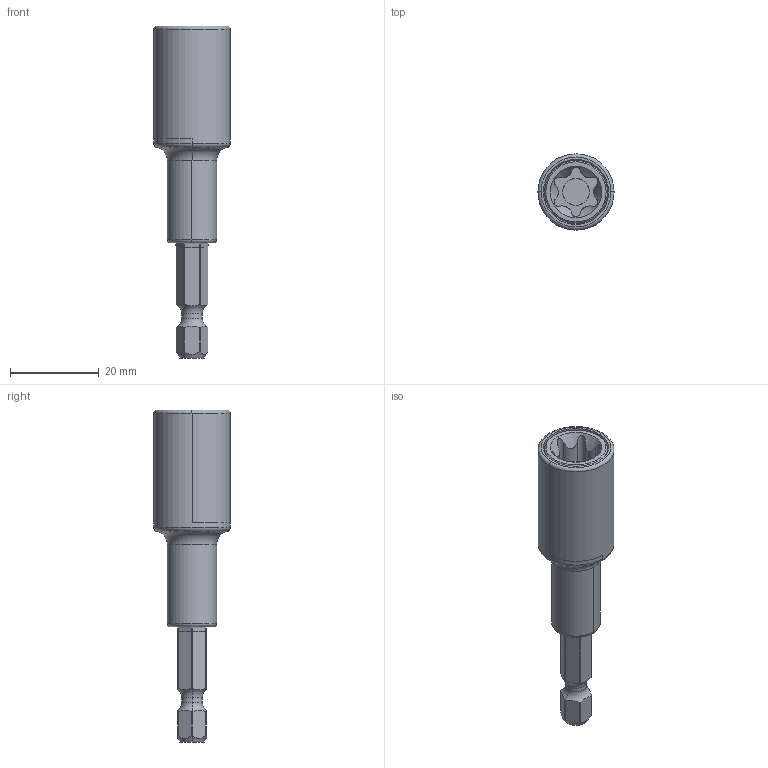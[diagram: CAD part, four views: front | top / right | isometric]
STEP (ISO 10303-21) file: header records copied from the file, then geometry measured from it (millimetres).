
FILE_DESCRIPTION((''),'2;1');
FILE_NAME('4027108062_ASM','2023-09-01T10:47:55',('a00565553'),(''),'CREO PARAMETRIC BY PTC INC, 2022414','CREO PARAMETRIC BY PTC INC, 2022414','');
FILE_SCHEMA(('CONFIG_CONTROL_DESIGN','GEOMETRIC_VALIDATION_PROPERTIES_MIM'));
Length unit declared in the file: millimetre
Products named in the file (3): 4027911279; 4027040603; 4027108062_ASM
Assembly tree (2 placements, depth 2):
  4027108062_ASM
    4027911279
    4027040603
Bounding box: 17.2 x 17.2 x 75 mm (x, y, z)
Volume: 7957.9 mm3; surface area: 7332.4 mm2
Topology: 3 solids, 3 shells, 108 faces, 262 edges, 161 vertices
Faces by surface type: cylinder 52, torus 26, plane 20, cone 10
Entity records: 3920 total; most frequent: CARTESIAN_POINT 981, DIRECTION 566, ORIENTED_EDGE 520, EDGE_CURVE 260, AXIS2_PLACEMENT_3D 245, VERTEX_POINT 161, CIRCLE 132, EDGE_LOOP 113
